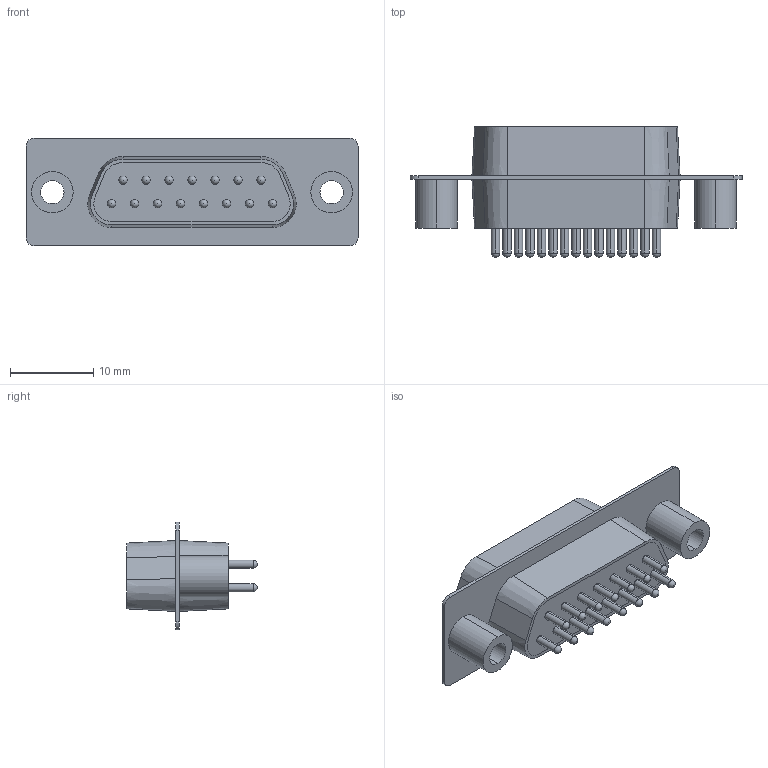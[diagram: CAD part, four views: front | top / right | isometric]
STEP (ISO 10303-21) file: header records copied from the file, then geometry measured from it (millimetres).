
FILE_DESCRIPTION (( 'STEP AP214' ), '1' );
FILE_NAME ('385128FD-1B38-4198-B3DD-721FFD0CC45F.STEP', '2008-08-04T13:34:07', ( 'SysAdmin' ), ( 'SolidWorks' ), 'SwSTEP 2.0', 'SolidWorks 2008', '' );
FILE_SCHEMA (( 'AUTOMOTIVE_DESIGN' ));
Length unit declared in the file: millimetre
Products named in the file (1): 385128FD-1B38-4198-B3DD-721FFD0CC45F
Bounding box: 40 x 15.72 x 13 mm (x, y, z)
Volume: 2554 mm3; surface area: 2444.6 mm2
Topology: 1 solids, 1 shells, 176 faces, 429 edges, 276 vertices
Faces by surface type: cylinder 80, plane 43, cone 38, sphere 15
Entity records: 5521 total; most frequent: DIRECTION 944, CARTESIAN_POINT 807, ORIENTED_EDGE 768, EDGE_CURVE 384, AXIS2_PLACEMENT_3D 383, VERTEX_POINT 246, EDGE_LOOP 216, CIRCLE 206
